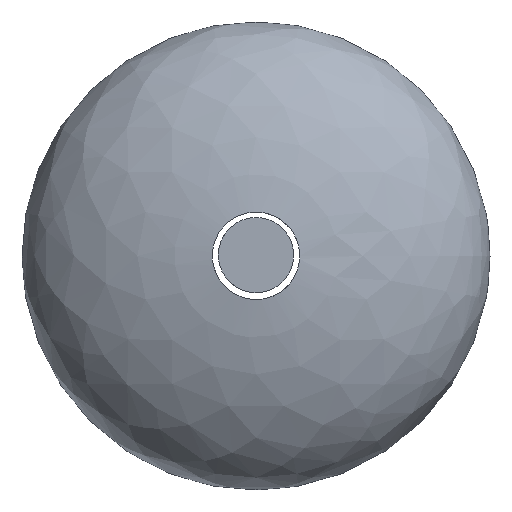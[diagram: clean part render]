
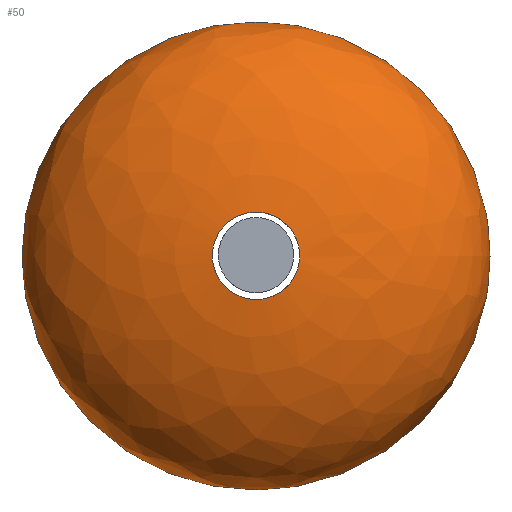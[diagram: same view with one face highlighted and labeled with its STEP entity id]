
A CAD part, top view. The second image highlights one B-rep face of the part: STEP entity #50.
In plain terms, the highlighted free-form (B-spline) face has degree [3, 2] with [7, 9] control points.
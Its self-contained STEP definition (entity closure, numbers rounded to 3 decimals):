
#50=ADVANCED_FACE('',(#62),#168,.T.);
#62=FACE_OUTER_BOUND('',#74,.T.);
#74=EDGE_LOOP('',(#86,#87,#88,#89));
#86=ORIENTED_EDGE('',*,*,#124,.T.);
#87=ORIENTED_EDGE('',*,*,#122,.T.);
#88=ORIENTED_EDGE('',*,*,#124,.F.);
#89=ORIENTED_EDGE('',*,*,#131,.F.);
#122=EDGE_CURVE('',#158,#158,#140,.T.);
#124=EDGE_CURVE('',#159,#158,#142,.T.);
#131=EDGE_CURVE('',#159,#159,#149,.T.);
#140=(
BOUNDED_CURVE()
B_SPLINE_CURVE(2,(#755,#756,#757,#758,#759,#760,#761,#762,#763),
 .UNSPECIFIED.,.T.,.F.)
B_SPLINE_CURVE_WITH_KNOTS((3,2,2,2,3),(0.,558.417,1116.834,
1675.251,2233.667),.UNSPECIFIED.)
CURVE()
GEOMETRIC_REPRESENTATION_ITEM()
RATIONAL_B_SPLINE_CURVE((1.,0.707,1.,0.707,1.,0.707,
1.,0.707,1.))
REPRESENTATION_ITEM('')
);
#142=(
BOUNDED_CURVE()
B_SPLINE_CURVE(3,(#768,#769,#770,#771,#772,#773,#774),.UNSPECIFIED.,.F.,
 .F.)
B_SPLINE_CURVE_WITH_KNOTS((4,3,4),(3173.201,3462.352,3677.724),
 .UNSPECIFIED.)
CURVE()
GEOMETRIC_REPRESENTATION_ITEM()
RATIONAL_B_SPLINE_CURVE((1.,0.865,0.888,1.07,
0.958,0.933,1.))
REPRESENTATION_ITEM('')
);
#149=(
BOUNDED_CURVE()
B_SPLINE_CURVE(2,(#851,#852,#853,#854,#855,#856,#857,#858,#859),
 .UNSPECIFIED.,.T.,.F.)
B_SPLINE_CURVE_WITH_KNOTS((3,2,2,2,3),(0.,558.417,1116.834,
1675.251,2233.667),.UNSPECIFIED.)
CURVE()
GEOMETRIC_REPRESENTATION_ITEM()
RATIONAL_B_SPLINE_CURVE((1.,0.707,1.,0.707,1.,0.707,
1.,0.707,1.))
REPRESENTATION_ITEM('')
);
#158=VERTEX_POINT('',#750);
#159=VERTEX_POINT('',#751);
#168=(
BOUNDED_SURFACE()
B_SPLINE_SURFACE(3,2,((#210,#211,#212,#213,#214,#215,#216,#217,#218),(#219,
#220,#221,#222,#223,#224,#225,#226,#227),(#228,#229,#230,#231,#232,#233,
#234,#235,#236),(#237,#238,#239,#240,#241,#242,#243,#244,#245),(#246,#247,
#248,#249,#250,#251,#252,#253,#254),(#255,#256,#257,#258,#259,#260,#261,
#262,#263),(#264,#265,#266,#267,#268,#269,#270,#271,#272)),
 .UNSPECIFIED.,.F.,.F.,.F.)
B_SPLINE_SURFACE_WITH_KNOTS((4,3,4),(3,2,2,2,3),(3173.201,3462.352,
3677.724),(0.,558.417,1116.834,1675.251,2233.667),
 .UNSPECIFIED.)
GEOMETRIC_REPRESENTATION_ITEM()
RATIONAL_B_SPLINE_SURFACE(((1.,0.707,1.,0.707,1.,
0.707,1.,0.707,1.),(0.865,0.611,
0.865,0.611,0.865,0.611,
0.865,0.611,0.865),(0.888,
0.628,0.888,0.628,0.888,
0.628,0.888,0.628,0.888),
(1.07,0.757,1.07,0.757,
1.07,0.757,1.07,0.757,1.07),
(0.934,0.661,0.934,0.661,
0.934,0.661,0.934,0.661,
0.934),(0.887,0.627,0.887,
0.627,0.887,0.627,0.887,0.627,
0.887),(0.927,0.656,0.927,
0.656,0.927,0.656,0.927,
0.656,0.927)))
REPRESENTATION_ITEM('')
SURFACE()
);
#210=CARTESIAN_POINT('',(66.412,0.,404.7));
#211=CARTESIAN_POINT('',(66.412,66.412,404.7));
#212=CARTESIAN_POINT('',(0.,66.412,404.7));
#213=CARTESIAN_POINT('',(-66.412,66.412,404.7));
#214=CARTESIAN_POINT('',(-66.412,0.,404.7));
#215=CARTESIAN_POINT('',(-66.412,-66.412,404.7));
#216=CARTESIAN_POINT('',(0.,-66.412,404.7));
#217=CARTESIAN_POINT('',(66.412,-66.412,404.7));
#218=CARTESIAN_POINT('',(66.412,0.,404.7));
#219=CARTESIAN_POINT('',(244.044,0.,386.618));
#220=CARTESIAN_POINT('',(244.044,244.044,386.618));
#221=CARTESIAN_POINT('',(0.,244.044,386.618));
#222=CARTESIAN_POINT('',(-244.044,244.044,386.618));
#223=CARTESIAN_POINT('',(-244.044,0.,386.618));
#224=CARTESIAN_POINT('',(-244.044,-244.044,386.618));
#225=CARTESIAN_POINT('',(0.,-244.044,386.618));
#226=CARTESIAN_POINT('',(244.044,-244.044,386.618));
#227=CARTESIAN_POINT('',(244.044,0.,386.618));
#228=CARTESIAN_POINT('',(355.5,0.,311.99));
#229=CARTESIAN_POINT('',(355.5,355.5,311.99));
#230=CARTESIAN_POINT('',(0.,355.5,311.99));
#231=CARTESIAN_POINT('',(-355.5,355.5,311.99));
#232=CARTESIAN_POINT('',(-355.5,0.,311.99));
#233=CARTESIAN_POINT('',(-355.5,-355.5,311.99));
#234=CARTESIAN_POINT('',(0.,-355.5,311.99));
#235=CARTESIAN_POINT('',(355.5,-355.5,311.99));
#236=CARTESIAN_POINT('',(355.5,0.,311.99));
#237=CARTESIAN_POINT('',(355.5,0.,217.743));
#238=CARTESIAN_POINT('',(355.5,355.5,217.743));
#239=CARTESIAN_POINT('',(0.,355.5,217.743));
#240=CARTESIAN_POINT('',(-355.5,355.5,217.743));
#241=CARTESIAN_POINT('',(-355.5,0.,217.743));
#242=CARTESIAN_POINT('',(-355.5,-355.5,217.743));
#243=CARTESIAN_POINT('',(0.,-355.5,217.743));
#244=CARTESIAN_POINT('',(355.5,-355.5,217.743));
#245=CARTESIAN_POINT('',(355.5,0.,217.743));
#246=CARTESIAN_POINT('',(355.5,0.,151.035));
#247=CARTESIAN_POINT('',(355.5,355.5,151.035));
#248=CARTESIAN_POINT('',(0.,355.5,151.035));
#249=CARTESIAN_POINT('',(-355.5,355.5,151.035));
#250=CARTESIAN_POINT('',(-355.5,0.,151.035));
#251=CARTESIAN_POINT('',(-355.5,-355.5,151.035));
#252=CARTESIAN_POINT('',(0.,-355.5,151.035));
#253=CARTESIAN_POINT('',(355.5,-355.5,151.035));
#254=CARTESIAN_POINT('',(355.5,0.,151.035));
#255=CARTESIAN_POINT('',(295.217,0.,90.536));
#256=CARTESIAN_POINT('',(295.217,295.217,90.536));
#257=CARTESIAN_POINT('',(0.,295.217,90.536));
#258=CARTESIAN_POINT('',(-295.217,295.217,90.536));
#259=CARTESIAN_POINT('',(-295.217,0.,90.536));
#260=CARTESIAN_POINT('',(-295.217,-295.217,90.536));
#261=CARTESIAN_POINT('',(0.,-295.217,90.536));
#262=CARTESIAN_POINT('',(295.217,-295.217,90.536));
#263=CARTESIAN_POINT('',(295.217,0.,90.536));
#264=CARTESIAN_POINT('',(182.552,0.,54.443));
#265=CARTESIAN_POINT('',(182.552,182.552,54.443));
#266=CARTESIAN_POINT('',(0.,182.552,54.443));
#267=CARTESIAN_POINT('',(-182.552,182.552,54.443));
#268=CARTESIAN_POINT('',(-182.552,0.,54.443));
#269=CARTESIAN_POINT('',(-182.552,-182.552,54.443));
#270=CARTESIAN_POINT('',(0.,-182.552,54.443));
#271=CARTESIAN_POINT('',(182.552,-182.552,54.443));
#272=CARTESIAN_POINT('',(182.552,0.,54.443));
#750=CARTESIAN_POINT('',(182.552,0.,54.443));
#751=CARTESIAN_POINT('',(66.412,0.,404.7));
#755=CARTESIAN_POINT('',(182.552,0.,54.443));
#756=CARTESIAN_POINT('',(182.552,182.552,54.443));
#757=CARTESIAN_POINT('',(0.,182.552,54.443));
#758=CARTESIAN_POINT('',(-182.552,182.552,54.443));
#759=CARTESIAN_POINT('',(-182.552,0.,54.443));
#760=CARTESIAN_POINT('',(-182.552,-182.552,54.443));
#761=CARTESIAN_POINT('',(0.,-182.552,54.443));
#762=CARTESIAN_POINT('',(182.552,-182.552,54.443));
#763=CARTESIAN_POINT('',(182.552,0.,54.443));
#768=CARTESIAN_POINT('',(66.412,0.,404.7));
#769=CARTESIAN_POINT('',(244.044,0.,386.618));
#770=CARTESIAN_POINT('',(355.5,0.,311.99));
#771=CARTESIAN_POINT('',(355.5,0.,217.743));
#772=CARTESIAN_POINT('',(355.5,0.,151.035));
#773=CARTESIAN_POINT('',(295.217,0.,90.536));
#774=CARTESIAN_POINT('',(182.552,0.,54.443));
#851=CARTESIAN_POINT('',(66.412,0.,404.7));
#852=CARTESIAN_POINT('',(66.412,66.412,404.7));
#853=CARTESIAN_POINT('',(0.,66.412,404.7));
#854=CARTESIAN_POINT('',(-66.412,66.412,404.7));
#855=CARTESIAN_POINT('',(-66.412,0.,404.7));
#856=CARTESIAN_POINT('',(-66.412,-66.412,404.7));
#857=CARTESIAN_POINT('',(0.,-66.412,404.7));
#858=CARTESIAN_POINT('',(66.412,-66.412,404.7));
#859=CARTESIAN_POINT('',(66.412,0.,404.7));
